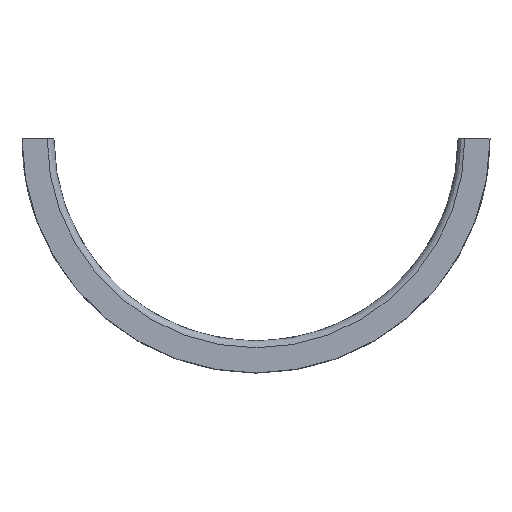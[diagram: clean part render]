
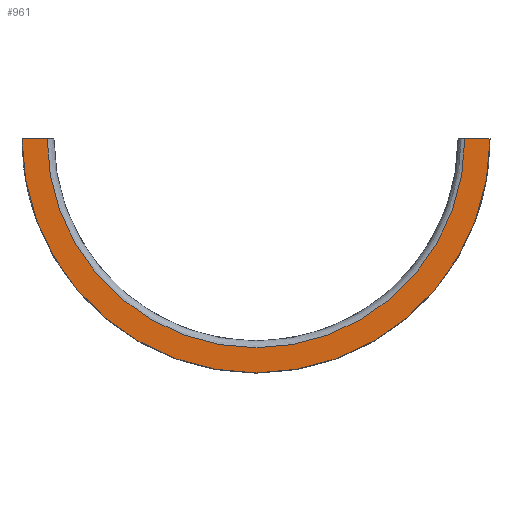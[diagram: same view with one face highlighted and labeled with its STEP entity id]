
A CAD part, top view. The second image highlights one B-rep face of the part: STEP entity #961.
In plain terms, the highlighted planar face has unit normal (0, 0, 1).
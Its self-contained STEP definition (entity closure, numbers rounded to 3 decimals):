
#79=LINE('',#1388,#139);
#82=LINE('',#1479,#142);
#139=VECTOR('',#1081,9.107);
#142=VECTOR('',#1092,9.107);
#211=PLANE('',#1055);
#261=FACE_OUTER_BOUND('',#313,.T.);
#313=EDGE_LOOP('',(#896,#897,#898,#899));
#317=CIRCLE('',#985,42.35);
#322=CIRCLE('',#999,47.45);
#375=VERTEX_POINT('',#1385);
#376=VERTEX_POINT('',#1387);
#378=VERTEX_POINT('',#1472);
#379=VERTEX_POINT('',#1477);
#472=EDGE_CURVE('',#376,#375,#79,.T.);
#475=EDGE_CURVE('',#378,#375,#317,.T.);
#478=EDGE_CURVE('',#378,#379,#82,.T.);
#513=EDGE_CURVE('',#379,#376,#322,.T.);
#896=ORIENTED_EDGE('',*,*,#475,.F.);
#897=ORIENTED_EDGE('',*,*,#478,.T.);
#898=ORIENTED_EDGE('',*,*,#513,.T.);
#899=ORIENTED_EDGE('',*,*,#472,.T.);
#961=ADVANCED_FACE('',(#261),#211,.T.);
#985=AXIS2_PLACEMENT_3D('',#1474,#1085,#1086);
#999=AXIS2_PLACEMENT_3D('',#1663,#1132,#1133);
#1055=AXIS2_PLACEMENT_3D('',#2859,#1276,#1277);
#1081=DIRECTION('',(-1.,0.,0.));
#1085=DIRECTION('center_axis',(0.,0.,1.));
#1086=DIRECTION('ref_axis',(0.,-1.,0.));
#1092=DIRECTION('',(-1.,0.,0.));
#1132=DIRECTION('center_axis',(0.,0.,1.));
#1133=DIRECTION('ref_axis',(1.,0.,0.));
#1276=DIRECTION('center_axis',(0.,0.,1.));
#1277=DIRECTION('ref_axis',(1.,0.,0.));
#1385=CARTESIAN_POINT('',(46.366,0.,24.8));
#1387=CARTESIAN_POINT('',(51.466,0.,24.8));
#1388=CARTESIAN_POINT('',(4.016,0.,24.8));
#1472=CARTESIAN_POINT('',(-38.333,0.,24.8));
#1474=CARTESIAN_POINT('Origin',(4.016,0.,24.8));
#1477=CARTESIAN_POINT('',(-43.434,0.,24.8));
#1479=CARTESIAN_POINT('',(4.016,0.,24.8));
#1663=CARTESIAN_POINT('Origin',(4.016,0.,24.8));
#2859=CARTESIAN_POINT('Origin',(4.016,0.,24.8));
